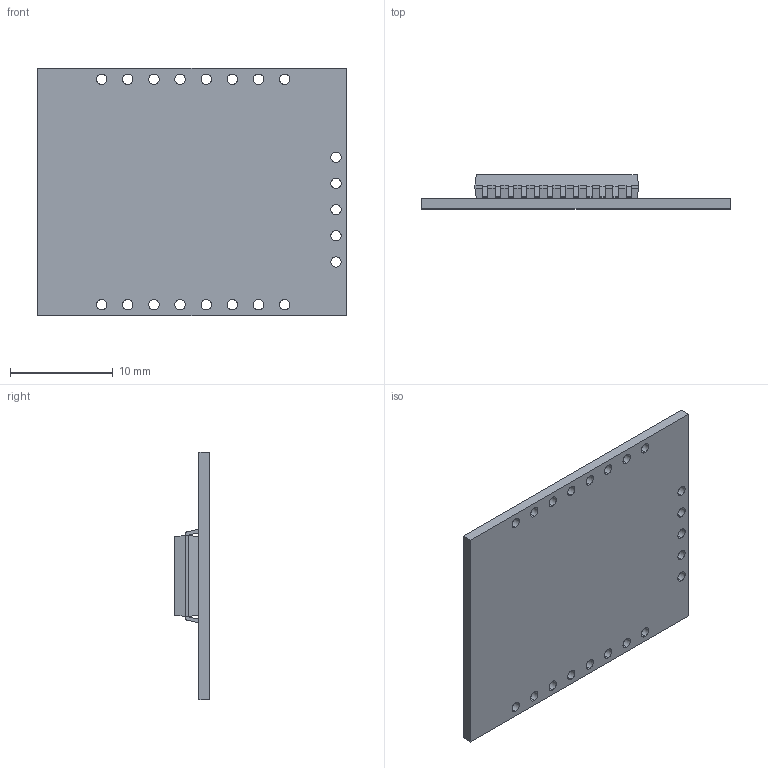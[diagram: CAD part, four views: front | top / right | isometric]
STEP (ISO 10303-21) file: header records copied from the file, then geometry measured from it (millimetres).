
FILE_DESCRIPTION (( 'STEP AP203' ), '1' );
FILE_NAME ('PCF8575C Final Parts Assembly.STEP', '2021-09-14T11:22:04', ( '' ), ( '' ), 'SwSTEP 2.0', 'SolidWorks 2016', '' );
FILE_SCHEMA (( 'CONFIG_CONTROL_DESIGN' ));
Length unit declared in the file: millimetre
Products named in the file (4): PCF8575C Final Parts Assembly; PCB; PCF IC; connecting pins
Assembly tree (14 placements, depth 2):
  PCF8575C Final Parts Assembly
    PCF IC
    connecting pins  x12
    PCB
Bounding box: 30 x 3.35 x 24 mm (x, y, z)
Volume: 995.5 mm3; surface area: 2367.6 mm2
Topology: 14 solids, 14 shells, 953 faces, 2653 edges, 1734 vertices
Faces by surface type: plane 632, bspline 183, cylinder 138
Entity records: 32859 total; most frequent: CARTESIAN_POINT 14902, ORIENTED_EDGE 3986, DIRECTION 2817, EDGE_CURVE 1993, VECTOR 1527, LINE 1527, VERTEX_POINT 1294, EDGE_LOOP 783
